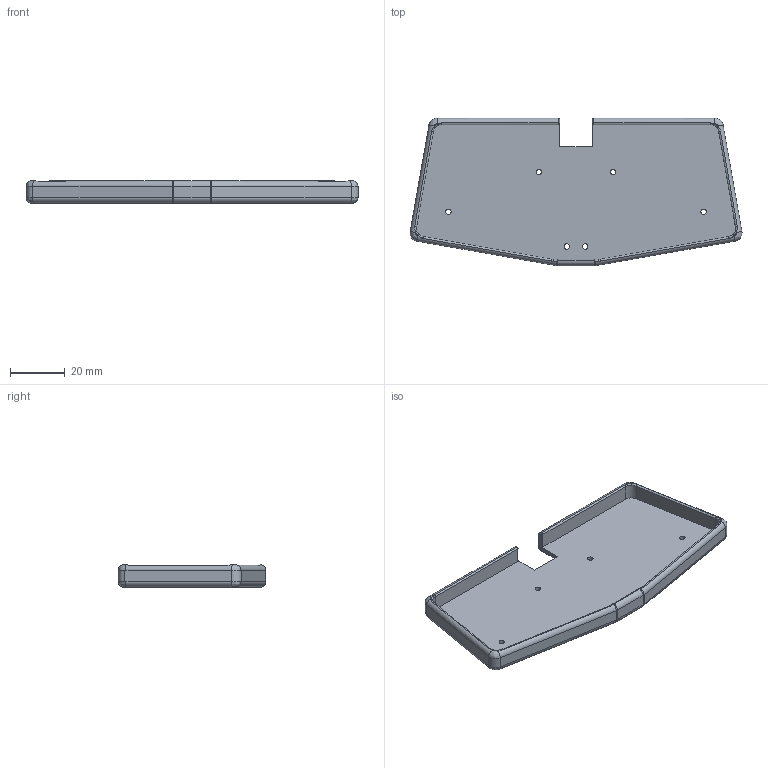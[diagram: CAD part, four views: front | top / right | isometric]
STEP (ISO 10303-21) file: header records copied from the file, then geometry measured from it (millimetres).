
FILE_DESCRIPTION(/* description */ (''),/* implementation_level */ '2;1');
FILE_NAME(/* name */ 'modkipz40 bottom shell v16 bottom.step',/* time_stamp */ '2023-12-08T23:34:52-06:00',/* author */ (''),/* organization */ (''),/* preprocessor_version */ 'ST-DEVELOPER v20',/* originating_system */ 'Autodesk Translation Framework v12.14.0.127',/* authorisation */ '');
FILE_SCHEMA (('AUTOMOTIVE_DESIGN { 1 0 10303 214 3 1 1 }'));
Length unit declared in the file: millimetre
Products named in the file (1): modkipz40 bottom shell
Bounding box: 121.16 x 53.87 x 8.1 mm (x, y, z)
Volume: 14451.9 mm3; surface area: 14886.2 mm2
Topology: 1 solids, 1 shells, 109 faces, 255 edges, 148 vertices
Faces by surface type: cylinder 42, bspline 30, plane 23, torus 8, cone 4, sphere 2
Full cylindrical faces by diameter (mm): 2 x6
Entity records: 3655 total; most frequent: CARTESIAN_POINT 1167, DIRECTION 511, ORIENTED_EDGE 510, EDGE_CURVE 255, AXIS2_PLACEMENT_3D 208, VERTEX_POINT 148, CIRCLE 122, EDGE_LOOP 121
